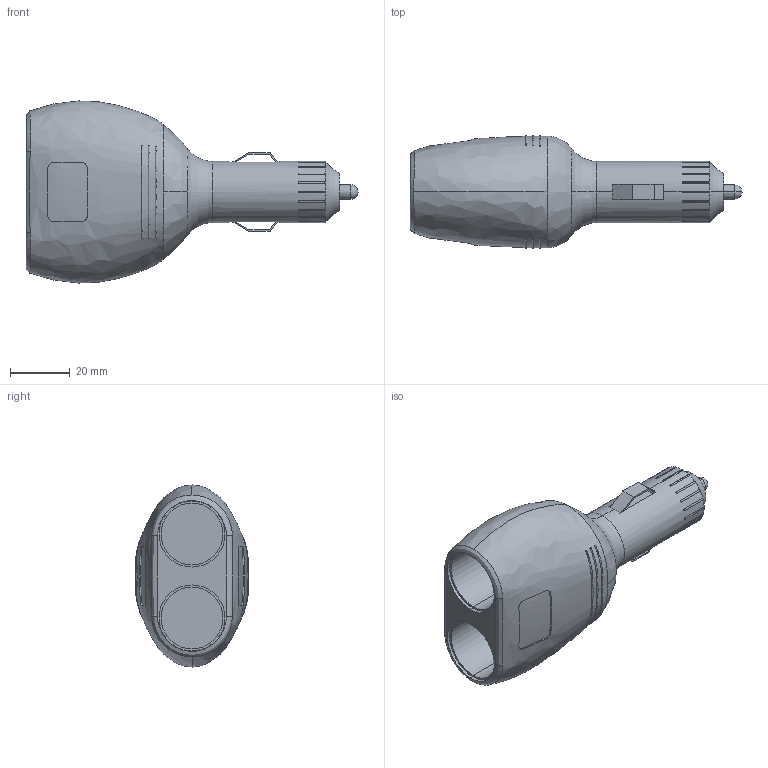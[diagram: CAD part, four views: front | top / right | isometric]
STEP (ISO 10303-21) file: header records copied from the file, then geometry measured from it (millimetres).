
FILE_DESCRIPTION (( 'STEP AP214' ), '1' );
FILE_NAME ('ZA5018.STEP', '2020-02-12T09:50:14', ( '' ), ( '' ), 'SwSTEP 2.0', 'SolidWorks 2017', '' );
FILE_SCHEMA (( 'AUTOMOTIVE_DESIGN' ));
Length unit declared in the file: millimetre
Products named in the file (1): ZA5018
Bounding box: 110.69 x 37.7 x 60.72 mm (x, y, z)
Volume: 81952.6 mm3; surface area: 23383.3 mm2
Topology: 7 solids, 7 shells, 178 faces, 470 edges, 313 vertices
Faces by surface type: plane 81, cylinder 53, bspline 36, sphere 4, torus 4
Entity records: 15659 total; most frequent: CARTESIAN_POINT 11460, ORIENTED_EDGE 928, DIRECTION 751, EDGE_CURVE 464, VERTEX_POINT 311, AXIS2_PLACEMENT_3D 298, EDGE_LOOP 193, FACE_OUTER_BOUND 178
